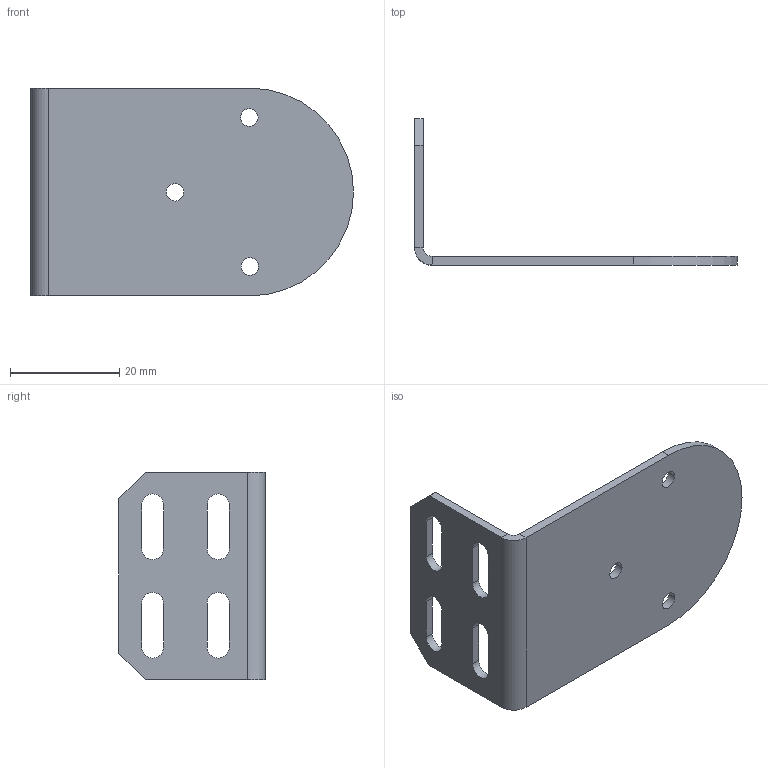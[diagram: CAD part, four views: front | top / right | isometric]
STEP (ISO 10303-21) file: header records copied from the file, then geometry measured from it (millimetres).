
FILE_DESCRIPTION(/* description */ (''),/* implementation_level */ '2;1');
FILE_NAME(/* name */ 'holding_plate_foldable v6.step',/* time_stamp */ '2023-10-09T10:24:39+02:00',/* author */ (''),/* organization */ (''),/* preprocessor_version */ 'ST-DEVELOPER v20',/* originating_system */ 'Autodesk Translation Framework v12.14.0.127',/* authorisation */ '');
FILE_SCHEMA (('AUTOMOTIVE_DESIGN { 1 0 10303 214 3 1 1 }'));
Length unit declared in the file: millimetre
Products named in the file (2): holding_plate_foldable; Component2
Assembly tree (1 placements, depth 2):
  holding_plate_foldable
    Component2
Bounding box: 59.05 x 26.8 x 38 mm (x, y, z)
Volume: 4449.1 mm3; surface area: 6145.1 mm2
Topology: 1 solids, 1 shells, 36 faces, 94 edges, 60 vertices
Faces by surface type: plane 22, cylinder 14
Full cylindrical faces by diameter (mm): 3.2 x3
Entity records: 1183 total; most frequent: DIRECTION 200, CARTESIAN_POINT 193, ORIENTED_EDGE 188, EDGE_CURVE 94, AXIS2_PLACEMENT_3D 67, LINE 66, VECTOR 66, VERTEX_POINT 60
